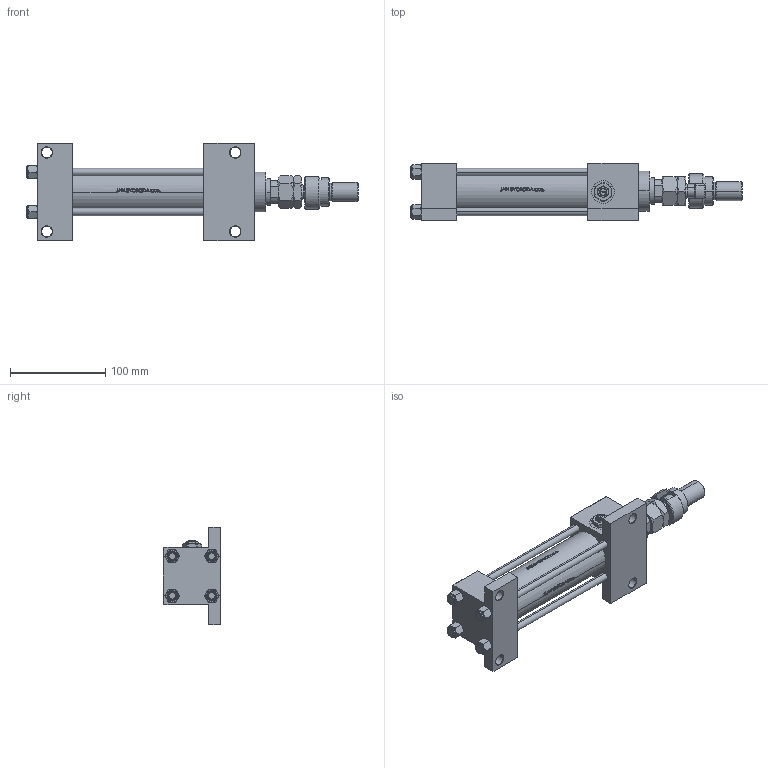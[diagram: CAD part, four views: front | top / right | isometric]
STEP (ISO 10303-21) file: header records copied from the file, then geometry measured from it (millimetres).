
FILE_DESCRIPTION (( 'STEP AP203' ), '1' );
FILE_NAME ('e5d5.STEP', '2023-01-17T17:28:08', ( '' ), ( '' ), 'SwSTEP 2.0', 'SolidWorks 2019', '' );
FILE_SCHEMA (( 'CONFIG_CONTROL_DESIGN' ));
Length unit declared in the file: millimetre
Products named in the file (10): V215CR_G_TYCINKA cdf2a22edd524a1bbc7a20f2abb17bbc; V215CR_G_Body cdf2a22edd524a1bbc7a20f2abb17bbc; MFA cdf2a22edd524a1bbc7a20f2abb17bbc; e5d5; V215_VC_A cdf2a22edd524a1bbc7a20f2abb17bbc; FEMALE_PART_FOR_DFA cdf2a22edd524a1bbc7a20f2abb17bbc; DFA cdf2a22edd524a1bbc7a20f2abb17bbc; Zatka_pro_OIL_PORT cdf2a22edd524a1bbc7a20f2abb17bbc; NUT_M5_G cdf2a22edd524a1bbc7a20f2abb17bbc; V215CR_VCP_G cdf2a22edd524a1bbc7a20f2abb17bbc
Assembly tree (15 placements, depth 3):
  e5d5
    V215CR_G_Body cdf2a22edd524a1bbc7a20f2abb17bbc
    V215CR_VCP_G cdf2a22edd524a1bbc7a20f2abb17bbc
    V215CR_G_TYCINKA cdf2a22edd524a1bbc7a20f2abb17bbc  x4
    NUT_M5_G cdf2a22edd524a1bbc7a20f2abb17bbc  x4
    V215_VC_A cdf2a22edd524a1bbc7a20f2abb17bbc
    DFA cdf2a22edd524a1bbc7a20f2abb17bbc
      FEMALE_PART_FOR_DFA cdf2a22edd524a1bbc7a20f2abb17bbc
      MFA cdf2a22edd524a1bbc7a20f2abb17bbc
    Zatka_pro_OIL_PORT cdf2a22edd524a1bbc7a20f2abb17bbc
Bounding box: 349 x 60 x 103 mm (x, y, z)
Volume: 619880.6 mm3; surface area: 171103.8 mm2
Topology: 14 solids, 14 shells, 1214 faces, 3032 edges, 1931 vertices
Faces by surface type: plane 481, bspline 380, cone 204, cylinder 137, torus 12
Entity records: 51784 total; most frequent: CARTESIAN_POINT 27113, ORIENTED_EDGE 5556, DIRECTION 3582, EDGE_CURVE 2778, VERTEX_POINT 1787, VECTOR 1386, LINE 1386, EDGE_LOOP 1199
